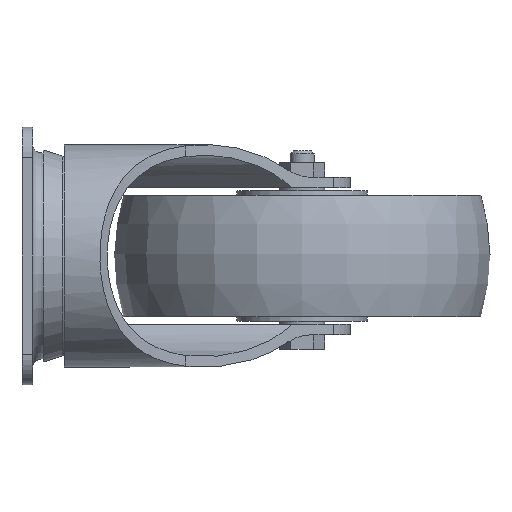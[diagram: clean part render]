
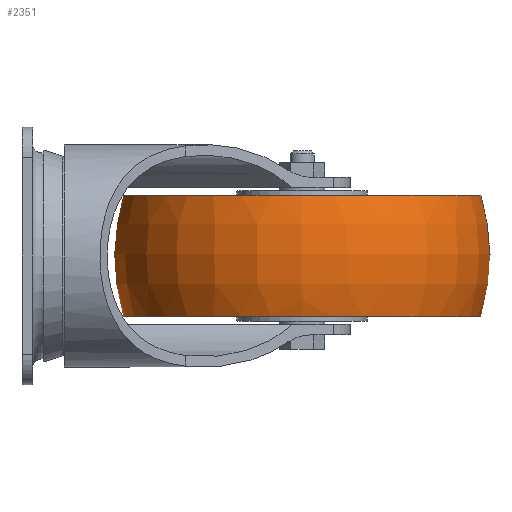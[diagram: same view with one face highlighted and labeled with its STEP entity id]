
A CAD part, left-side view. The second image highlights one B-rep face of the part: STEP entity #2351.
In plain terms, the highlighted toroidal (fillet/blend) face has major radius 2.5 mm and minor radius 60 mm.
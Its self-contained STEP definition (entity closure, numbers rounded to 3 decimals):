
#22=DEGENERATE_TOROIDAL_SURFACE('',#2573,2.5,60.,
 .T.);
#139=CIRCLE('',#2572,59.069);
#140=CIRCLE('',#2574,59.069);
#524=ORIENTED_EDGE('',*,*,#1062,.T.);
#525=ORIENTED_EDGE('',*,*,#1063,.F.);
#1062=EDGE_CURVE('',#1347,#1347,#139,.T.);
#1063=EDGE_CURVE('',#1348,#1348,#140,.T.);
#1347=VERTEX_POINT('',#3880);
#1348=VERTEX_POINT('',#3883);
#1940=EDGE_LOOP('',(#524));
#1941=EDGE_LOOP('',(#525));
#2108=FACE_BOUND('',#1940,.T.);
#2109=FACE_BOUND('',#1941,.T.);
#2351=ADVANCED_FACE('',(#2108,#2109),#22,.T.);
#2572=AXIS2_PLACEMENT_3D('',#3879,#3094,#3095);
#2573=AXIS2_PLACEMENT_3D('',#3881,#3096,#3097);
#2574=AXIS2_PLACEMENT_3D('',#3882,#3098,#3099);
#3094=DIRECTION('',(0.,0.,-1.));
#3095=DIRECTION('',(-1.,0.,0.));
#3096=DIRECTION('',(0.,0.,-1.));
#3097=DIRECTION('',(-1.,0.,0.));
#3098=DIRECTION('',(0.,0.,-1.));
#3099=DIRECTION('',(-1.,0.,0.));
#3879=CARTESIAN_POINT('',(0.,0.,20.));
#3880=CARTESIAN_POINT('',(-59.069,0.,20.));
#3881=CARTESIAN_POINT('',(0.,0.,0.));
#3882=CARTESIAN_POINT('',(0.,0.,-20.));
#3883=CARTESIAN_POINT('',(-59.069,0.,-20.));
